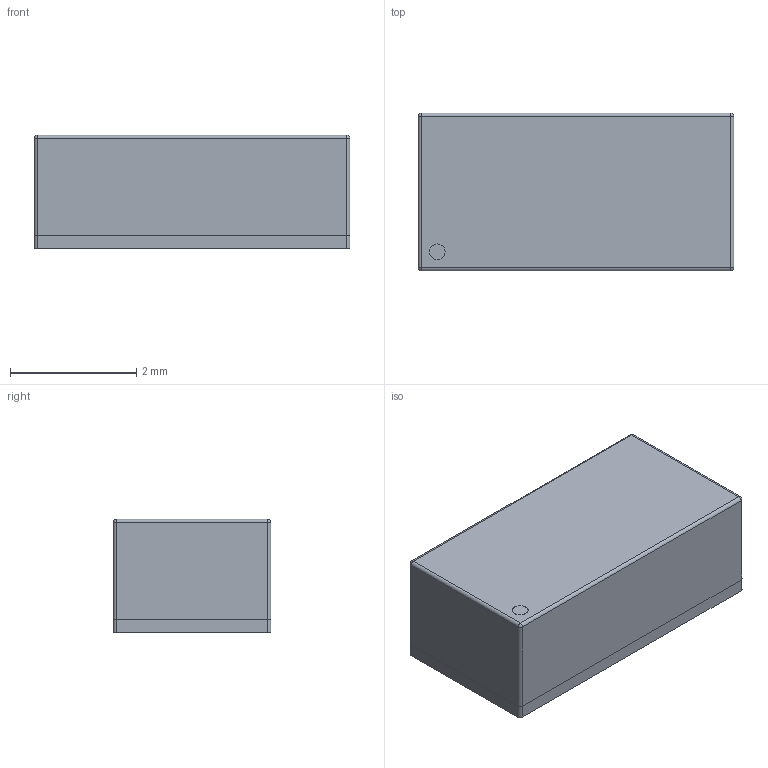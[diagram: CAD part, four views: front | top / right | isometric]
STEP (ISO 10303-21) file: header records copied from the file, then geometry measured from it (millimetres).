
FILE_DESCRIPTION (( 'STEP AP214' ), '1' );
FILE_NAME ('171930601.STEP', '2023-06-11T08:22:11', ( '' ), ( '' ), 'SwSTEP 2.0', 'SolidWorks 2022', '' );
FILE_SCHEMA (( 'AUTOMOTIVE_DESIGN' ));
Length unit declared in the file: millimetre
Products named in the file (1): 171930601
Bounding box: 5 x 2.5 x 1.8 mm (x, y, z)
Volume: 22.5 mm3; surface area: 86.5 mm2
Topology: 12 solids, 12 shells, 134 faces, 292 edges, 188 vertices
Faces by surface type: plane 114, cylinder 16, sphere 4
Entity records: 4647 total; most frequent: CARTESIAN_POINT 611, DIRECTION 590, ORIENTED_EDGE 576, EDGE_CURVE 288, LINE 256, VECTOR 256, VERTEX_POINT 188, AXIS2_PLACEMENT_3D 167
